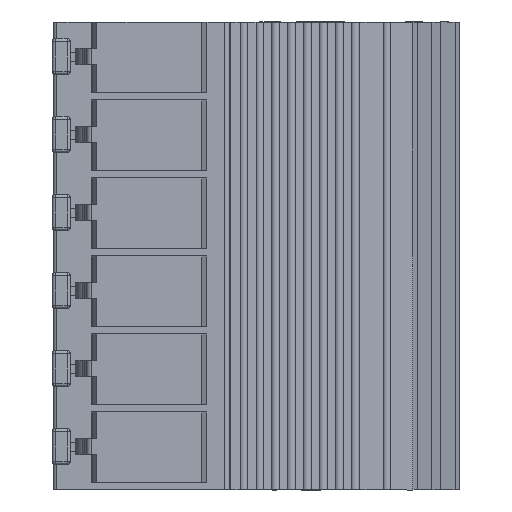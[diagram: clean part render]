
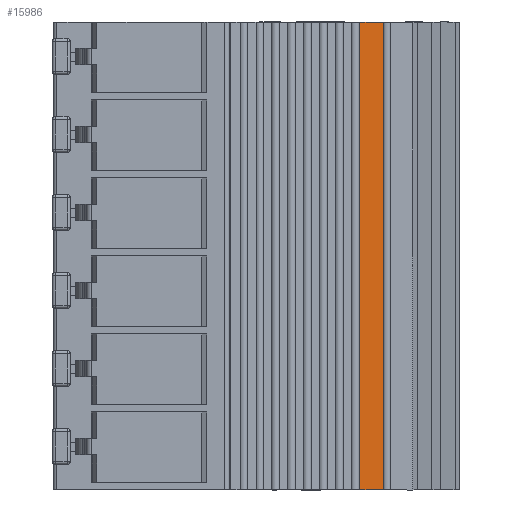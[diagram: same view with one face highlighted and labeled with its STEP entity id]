
A CAD part, front view. The second image highlights one B-rep face of the part: STEP entity #15986.
In plain terms, the highlighted planar face has unit normal (0.707, -0.707, 0).
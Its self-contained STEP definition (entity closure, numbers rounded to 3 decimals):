
#186 = FACE_OUTER_BOUND ( 'NONE', #673, .T. ) ;
#673 = EDGE_LOOP ( 'NONE', ( #9729, #13733, #22029, #9859 ) ) ;
#2494 = EDGE_CURVE ( 'NONE', #6332, #16406, #12217, .T. ) ;
#3023 = CARTESIAN_POINT ( 'NONE',  ( 13.913, 25.896, -26. ) ) ;
#3656 = DIRECTION ( 'NONE',  ( 0.707, -0.707, 0. ) ) ;
#6332 = VERTEX_POINT ( 'NONE', #3023 ) ;
#6663 = DIRECTION ( 'NONE',  ( 0., 0., -1. ) ) ;
#6729 = LINE ( 'NONE', #16774, #10665 ) ;
#7268 = CARTESIAN_POINT ( 'NONE',  ( 5.441, 17.424, 0. ) ) ;
#7961 = LINE ( 'NONE', #8769, #15174 ) ;
#7983 = VECTOR ( 'NONE', #14639, 1000. ) ;
#8287 = EDGE_CURVE ( 'NONE', #16988, #6332, #7961, .T. ) ;
#8769 = CARTESIAN_POINT ( 'NONE',  ( 13.913, 25.896, 0. ) ) ;
#9729 = ORIENTED_EDGE ( 'NONE', *, *, #12498, .T. ) ;
#9859 = ORIENTED_EDGE ( 'NONE', *, *, #2494, .T. ) ;
#10018 = VERTEX_POINT ( 'NONE', #20171 ) ;
#10665 = VECTOR ( 'NONE', #22534, 1000. ) ;
#10667 = CARTESIAN_POINT ( 'NONE',  ( 15.61, 27.593, -26. ) ) ;
#11297 = PLANE ( 'NONE',  #14968 ) ;
#12145 = LINE ( 'NONE', #14923, #15158 ) ;
#12217 = LINE ( 'NONE', #18413, #7983 ) ;
#12498 = EDGE_CURVE ( 'NONE', #16406, #10018, #6729, .T. ) ;
#12977 = DIRECTION ( 'NONE',  ( 0.707, 0.707, 0. ) ) ;
#13733 = ORIENTED_EDGE ( 'NONE', *, *, #21308, .F. ) ;
#14639 = DIRECTION ( 'NONE',  ( 0.707, 0.707, 0. ) ) ;
#14649 = CARTESIAN_POINT ( 'NONE',  ( 13.913, 25.896, 5.2 ) ) ;
#14923 = CARTESIAN_POINT ( 'NONE',  ( 13.913, 25.896, 5.2 ) ) ;
#14968 = AXIS2_PLACEMENT_3D ( 'NONE', #7268, #3656, #12977 ) ;
#15158 = VECTOR ( 'NONE', #22202, 1000. ) ;
#15174 = VECTOR ( 'NONE', #6663, 1000. ) ;
#15986 = ADVANCED_FACE ( 'NONE', ( #186 ), #11297, .T. ) ;
#16406 = VERTEX_POINT ( 'NONE', #10667 ) ;
#16774 = CARTESIAN_POINT ( 'NONE',  ( 15.61, 27.593, 0. ) ) ;
#16988 = VERTEX_POINT ( 'NONE', #14649 ) ;
#18413 = CARTESIAN_POINT ( 'NONE',  ( 5.441, 17.424, -26. ) ) ;
#20171 = CARTESIAN_POINT ( 'NONE',  ( 15.61, 27.593, 5.2 ) ) ;
#21308 = EDGE_CURVE ( 'NONE', #16988, #10018, #12145, .T. ) ;
#22029 = ORIENTED_EDGE ( 'NONE', *, *, #8287, .T. ) ;
#22202 = DIRECTION ( 'NONE',  ( 0.707, 0.707, 0. ) ) ;
#22534 = DIRECTION ( 'NONE',  ( 0., 0., 1. ) ) ;
